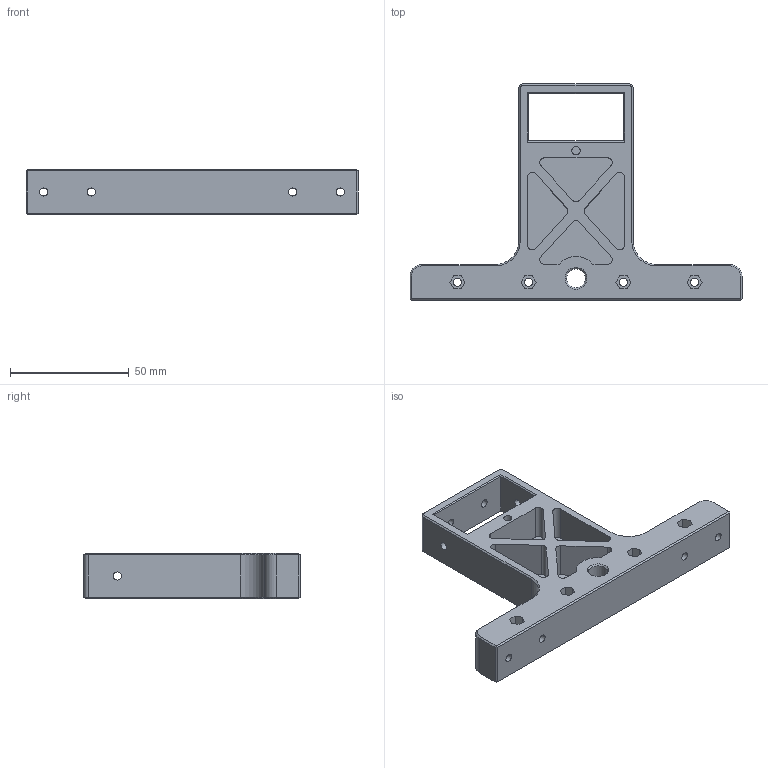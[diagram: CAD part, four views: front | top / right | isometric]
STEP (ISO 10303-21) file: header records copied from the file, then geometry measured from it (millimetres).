
FILE_DESCRIPTION(/* description */ (''),/* implementation_level */ '2;1');
FILE_NAME(/* name */ '2040 support leg.stp',/* time_stamp */ '2020-09-01T19:00:09+01:00',/* author */ ('isaac879'),/* organization */ (''),/* preprocessor_version */ 'ST-DEVELOPER v18',/* originating_system */ 'Autodesk Inventor 2020',/* authorisation */ '');
FILE_SCHEMA (('AUTOMOTIVE_DESIGN { 1 0 10303 214 3 1 1 }'));
Length unit declared in the file: millimetre
Products named in the file (1): 2040 support leg
Bounding box: 140 x 91.2 x 19 mm (x, y, z)
Volume: 72299.9 mm3; surface area: 27226.9 mm2
Topology: 1 solids, 1 shells, 135 faces, 344 edges, 220 vertices
Faces by surface type: plane 88, cylinder 33, cone 14
Full cylindrical faces by diameter (mm): 3.4 x12, 3.5 x1, 8 x1
Entity records: 4143 total; most frequent: DIRECTION 708, CARTESIAN_POINT 700, ORIENTED_EDGE 688, EDGE_CURVE 344, LINE 252, VECTOR 252, AXIS2_PLACEMENT_3D 228, VERTEX_POINT 220
